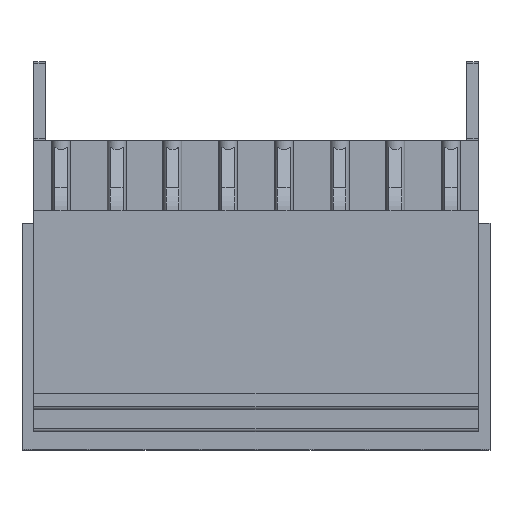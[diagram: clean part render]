
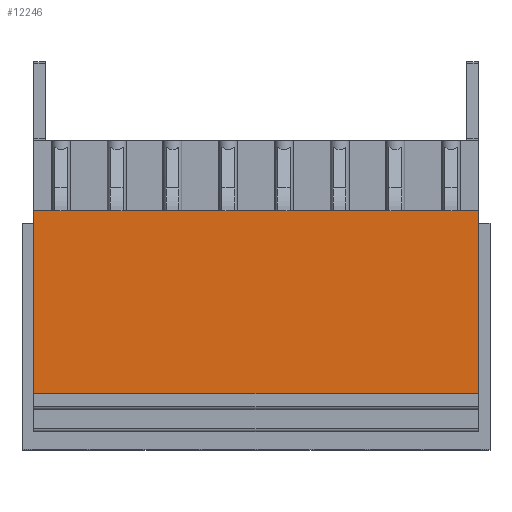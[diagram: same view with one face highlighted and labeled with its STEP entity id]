
A CAD part, top view. The second image highlights one B-rep face of the part: STEP entity #12246.
In plain terms, the highlighted planar face has unit normal (0, 0, 1).
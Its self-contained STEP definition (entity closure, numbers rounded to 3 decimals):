
#11941=AXIS2_PLACEMENT_3D('Plane Axis2P3D',#11938,#11939,#11940) ;
#11938=CARTESIAN_POINT('Axis2P3D Location',(0.,2.5,33.)) ;
#12071=CARTESIAN_POINT('Vertex',(28.65,3.5,33.)) ;
#12074=CARTESIAN_POINT('Line Origine',(14.7,3.5,33.)) ;
#12078=CARTESIAN_POINT('Vertex',(0.75,3.5,33.)) ;
#12093=CARTESIAN_POINT('Line Origine',(28.65,9.25,33.)) ;
#12097=CARTESIAN_POINT('Vertex',(28.65,15.,33.)) ;
#12100=CARTESIAN_POINT('Line Origine',(28.,15.,33.)) ;
#12104=CARTESIAN_POINT('Vertex',(27.35,15.,33.)) ;
#12107=CARTESIAN_POINT('Line Origine',(26.95,15.,33.)) ;
#12111=CARTESIAN_POINT('Vertex',(26.55,15.,33.)) ;
#12114=CARTESIAN_POINT('Line Origine',(25.2,15.,33.)) ;
#12118=CARTESIAN_POINT('Vertex',(23.85,15.,33.)) ;
#12121=CARTESIAN_POINT('Line Origine',(23.45,15.,33.)) ;
#12125=CARTESIAN_POINT('Vertex',(23.05,15.,33.)) ;
#12128=CARTESIAN_POINT('Line Origine',(21.7,15.,33.)) ;
#12132=CARTESIAN_POINT('Vertex',(20.35,15.,33.)) ;
#12135=CARTESIAN_POINT('Line Origine',(19.95,15.,33.)) ;
#12139=CARTESIAN_POINT('Vertex',(19.55,15.,33.)) ;
#12142=CARTESIAN_POINT('Line Origine',(18.2,15.,33.)) ;
#12146=CARTESIAN_POINT('Vertex',(16.85,15.,33.)) ;
#12149=CARTESIAN_POINT('Line Origine',(16.45,15.,33.)) ;
#12153=CARTESIAN_POINT('Vertex',(16.05,15.,33.)) ;
#12156=CARTESIAN_POINT('Line Origine',(14.7,15.,33.)) ;
#12160=CARTESIAN_POINT('Vertex',(13.35,15.,33.)) ;
#12163=CARTESIAN_POINT('Line Origine',(12.95,15.,33.)) ;
#12167=CARTESIAN_POINT('Vertex',(12.55,15.,33.)) ;
#12170=CARTESIAN_POINT('Line Origine',(11.2,15.,33.)) ;
#12174=CARTESIAN_POINT('Vertex',(9.85,15.,33.)) ;
#12177=CARTESIAN_POINT('Line Origine',(9.45,15.,33.)) ;
#12181=CARTESIAN_POINT('Vertex',(9.05,15.,33.)) ;
#12184=CARTESIAN_POINT('Line Origine',(7.7,15.,33.)) ;
#12188=CARTESIAN_POINT('Vertex',(6.35,15.,33.)) ;
#12191=CARTESIAN_POINT('Line Origine',(5.95,15.,33.)) ;
#12195=CARTESIAN_POINT('Vertex',(5.55,15.,33.)) ;
#12198=CARTESIAN_POINT('Line Origine',(4.2,15.,33.)) ;
#12202=CARTESIAN_POINT('Vertex',(2.85,15.,33.)) ;
#12205=CARTESIAN_POINT('Line Origine',(2.45,15.,33.)) ;
#12209=CARTESIAN_POINT('Vertex',(2.05,15.,33.)) ;
#12212=CARTESIAN_POINT('Line Origine',(1.4,15.,33.)) ;
#12216=CARTESIAN_POINT('Vertex',(0.75,15.,33.)) ;
#12219=CARTESIAN_POINT('Line Origine',(0.75,9.25,33.)) ;
#11939=DIRECTION('Axis2P3D Direction',(-0.,0.,1.)) ;
#11940=DIRECTION('Axis2P3D XDirection',(0.,-1.,0.)) ;
#12075=DIRECTION('Vector Direction',(1.,0.,0.)) ;
#12094=DIRECTION('Vector Direction',(0.,-1.,0.)) ;
#12101=DIRECTION('Vector Direction',(1.,0.,0.)) ;
#12108=DIRECTION('Vector Direction',(1.,0.,0.)) ;
#12115=DIRECTION('Vector Direction',(1.,0.,0.)) ;
#12122=DIRECTION('Vector Direction',(1.,0.,0.)) ;
#12129=DIRECTION('Vector Direction',(1.,0.,0.)) ;
#12136=DIRECTION('Vector Direction',(1.,0.,0.)) ;
#12143=DIRECTION('Vector Direction',(1.,0.,0.)) ;
#12150=DIRECTION('Vector Direction',(1.,0.,0.)) ;
#12157=DIRECTION('Vector Direction',(1.,0.,0.)) ;
#12164=DIRECTION('Vector Direction',(1.,0.,0.)) ;
#12171=DIRECTION('Vector Direction',(1.,0.,0.)) ;
#12178=DIRECTION('Vector Direction',(1.,0.,0.)) ;
#12185=DIRECTION('Vector Direction',(1.,0.,0.)) ;
#12192=DIRECTION('Vector Direction',(1.,0.,0.)) ;
#12199=DIRECTION('Vector Direction',(1.,0.,0.)) ;
#12206=DIRECTION('Vector Direction',(1.,0.,0.)) ;
#12213=DIRECTION('Vector Direction',(1.,0.,0.)) ;
#12220=DIRECTION('Vector Direction',(0.,-1.,0.)) ;
#12076=VECTOR('Line Direction',#12075,1.) ;
#12095=VECTOR('Line Direction',#12094,1.) ;
#12102=VECTOR('Line Direction',#12101,1.) ;
#12109=VECTOR('Line Direction',#12108,1.) ;
#12116=VECTOR('Line Direction',#12115,1.) ;
#12123=VECTOR('Line Direction',#12122,1.) ;
#12130=VECTOR('Line Direction',#12129,1.) ;
#12137=VECTOR('Line Direction',#12136,1.) ;
#12144=VECTOR('Line Direction',#12143,1.) ;
#12151=VECTOR('Line Direction',#12150,1.) ;
#12158=VECTOR('Line Direction',#12157,1.) ;
#12165=VECTOR('Line Direction',#12164,1.) ;
#12172=VECTOR('Line Direction',#12171,1.) ;
#12179=VECTOR('Line Direction',#12178,1.) ;
#12186=VECTOR('Line Direction',#12185,1.) ;
#12193=VECTOR('Line Direction',#12192,1.) ;
#12200=VECTOR('Line Direction',#12199,1.) ;
#12207=VECTOR('Line Direction',#12206,1.) ;
#12214=VECTOR('Line Direction',#12213,1.) ;
#12221=VECTOR('Line Direction',#12220,1.) ;
#12225=ORIENTED_EDGE('',*,*,#12099,.T.) ;
#12226=ORIENTED_EDGE('',*,*,#12106,.F.) ;
#12227=ORIENTED_EDGE('',*,*,#12113,.F.) ;
#12228=ORIENTED_EDGE('',*,*,#12120,.F.) ;
#12229=ORIENTED_EDGE('',*,*,#12127,.F.) ;
#12230=ORIENTED_EDGE('',*,*,#12134,.F.) ;
#12231=ORIENTED_EDGE('',*,*,#12141,.F.) ;
#12232=ORIENTED_EDGE('',*,*,#12148,.F.) ;
#12233=ORIENTED_EDGE('',*,*,#12155,.F.) ;
#12234=ORIENTED_EDGE('',*,*,#12162,.F.) ;
#12235=ORIENTED_EDGE('',*,*,#12169,.F.) ;
#12236=ORIENTED_EDGE('',*,*,#12176,.F.) ;
#12237=ORIENTED_EDGE('',*,*,#12183,.F.) ;
#12238=ORIENTED_EDGE('',*,*,#12190,.F.) ;
#12239=ORIENTED_EDGE('',*,*,#12197,.F.) ;
#12240=ORIENTED_EDGE('',*,*,#12204,.F.) ;
#12241=ORIENTED_EDGE('',*,*,#12211,.F.) ;
#12242=ORIENTED_EDGE('',*,*,#12218,.F.) ;
#12243=ORIENTED_EDGE('',*,*,#12223,.F.) ;
#12244=ORIENTED_EDGE('',*,*,#12080,.T.) ;
#12246=ADVANCED_FACE('HOUSING',(#12245),#11942,.T.) ;
#12080=EDGE_CURVE('',#12079,#12072,#12077,.T.) ;
#12099=EDGE_CURVE('',#12072,#12098,#12096,.F.) ;
#12106=EDGE_CURVE('',#12105,#12098,#12103,.T.) ;
#12113=EDGE_CURVE('',#12112,#12105,#12110,.T.) ;
#12120=EDGE_CURVE('',#12119,#12112,#12117,.T.) ;
#12127=EDGE_CURVE('',#12126,#12119,#12124,.T.) ;
#12134=EDGE_CURVE('',#12133,#12126,#12131,.T.) ;
#12141=EDGE_CURVE('',#12140,#12133,#12138,.T.) ;
#12148=EDGE_CURVE('',#12147,#12140,#12145,.T.) ;
#12155=EDGE_CURVE('',#12154,#12147,#12152,.T.) ;
#12162=EDGE_CURVE('',#12161,#12154,#12159,.T.) ;
#12169=EDGE_CURVE('',#12168,#12161,#12166,.T.) ;
#12176=EDGE_CURVE('',#12175,#12168,#12173,.T.) ;
#12183=EDGE_CURVE('',#12182,#12175,#12180,.T.) ;
#12190=EDGE_CURVE('',#12189,#12182,#12187,.T.) ;
#12197=EDGE_CURVE('',#12196,#12189,#12194,.T.) ;
#12204=EDGE_CURVE('',#12203,#12196,#12201,.T.) ;
#12211=EDGE_CURVE('',#12210,#12203,#12208,.T.) ;
#12218=EDGE_CURVE('',#12217,#12210,#12215,.T.) ;
#12223=EDGE_CURVE('',#12079,#12217,#12222,.F.) ;
#12224=EDGE_LOOP('',(#12225,#12226,#12227,#12228,#12229,#12230,#12231,#12232,#12233,#12234,#12235,#12236,#12237,#12238,#12239,#12240,#12241,#12242,#12243,#12244)) ;
#12245=FACE_OUTER_BOUND('',#12224,.T.) ;
#12077=LINE('Line',#12074,#12076) ;
#12096=LINE('Line',#12093,#12095) ;
#12103=LINE('Line',#12100,#12102) ;
#12110=LINE('Line',#12107,#12109) ;
#12117=LINE('Line',#12114,#12116) ;
#12124=LINE('Line',#12121,#12123) ;
#12131=LINE('Line',#12128,#12130) ;
#12138=LINE('Line',#12135,#12137) ;
#12145=LINE('Line',#12142,#12144) ;
#12152=LINE('Line',#12149,#12151) ;
#12159=LINE('Line',#12156,#12158) ;
#12166=LINE('Line',#12163,#12165) ;
#12173=LINE('Line',#12170,#12172) ;
#12180=LINE('Line',#12177,#12179) ;
#12187=LINE('Line',#12184,#12186) ;
#12194=LINE('Line',#12191,#12193) ;
#12201=LINE('Line',#12198,#12200) ;
#12208=LINE('Line',#12205,#12207) ;
#12215=LINE('Line',#12212,#12214) ;
#12222=LINE('Line',#12219,#12221) ;
#11942=PLANE('',#11941) ;
#12072=VERTEX_POINT('',#12071) ;
#12079=VERTEX_POINT('',#12078) ;
#12098=VERTEX_POINT('',#12097) ;
#12105=VERTEX_POINT('',#12104) ;
#12112=VERTEX_POINT('',#12111) ;
#12119=VERTEX_POINT('',#12118) ;
#12126=VERTEX_POINT('',#12125) ;
#12133=VERTEX_POINT('',#12132) ;
#12140=VERTEX_POINT('',#12139) ;
#12147=VERTEX_POINT('',#12146) ;
#12154=VERTEX_POINT('',#12153) ;
#12161=VERTEX_POINT('',#12160) ;
#12168=VERTEX_POINT('',#12167) ;
#12175=VERTEX_POINT('',#12174) ;
#12182=VERTEX_POINT('',#12181) ;
#12189=VERTEX_POINT('',#12188) ;
#12196=VERTEX_POINT('',#12195) ;
#12203=VERTEX_POINT('',#12202) ;
#12210=VERTEX_POINT('',#12209) ;
#12217=VERTEX_POINT('',#12216) ;
